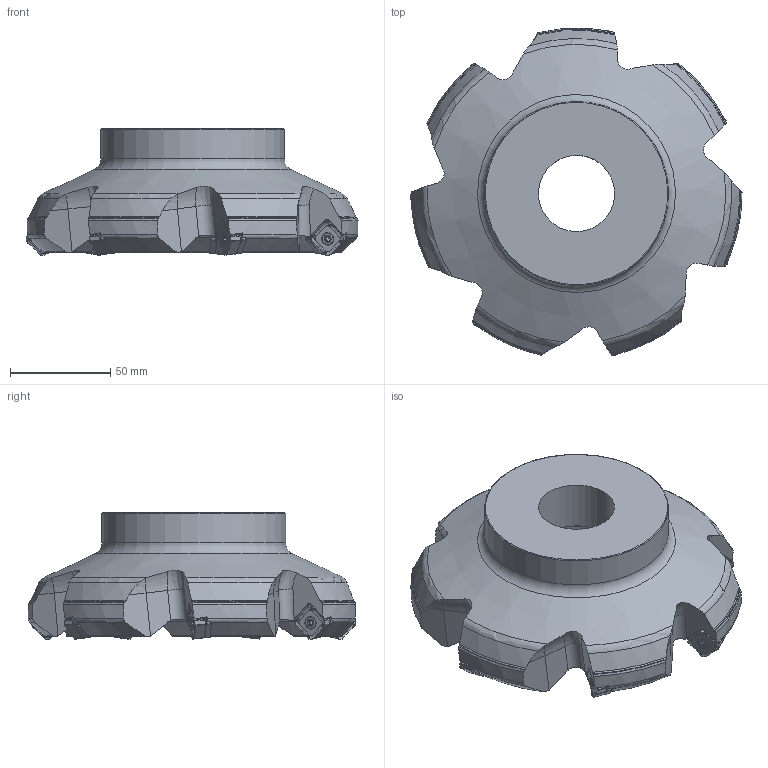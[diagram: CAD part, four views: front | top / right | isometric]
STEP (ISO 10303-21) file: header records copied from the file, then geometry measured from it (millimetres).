
FILE_DESCRIPTION(/* description */ (''),/* implementation_level */ '2;1');
FILE_NAME(/* name */ 'toolassembly_1.stp',/* time_stamp */ '2019-01-25T11:49:24+01:00',/* author */ (''),/* organization */ ('SMS'),/* preprocessor_version */ 'ST-DEVELOPER v15',/* originating_system */ 'SIEMENS PLM Software NX 8.5',/* authorisation */ '');
FILE_SCHEMA (('AUTOMOTIVE_DESIGN { 1 0 10303 214 3 1 1 1 }'));
Products named in the file (4): ASSEMBLY_CONSTRUCTION; CUT_20190125114845; NOCUT_20190125114808; TOOLASSEMBLY_1
Assembly tree (9 placements, depth 2):
  TOOLASSEMBLY_1
    NOCUT_20190125114808
    CUT_20190125114845  x7
    ASSEMBLY_CONSTRUCTION
Bounding box: 165.94 x 163.72 x 63 mm (x, y, z)
Volume: 493166.4 mm3; surface area: 75495.5 mm2
Topology: 8 solids, 8 shells, 3604 faces, 8981 edges, 5430 vertices
Faces by surface type: bspline 1064, cylinder 995, plane 757, torus 299, cone 293, extrusion 140, sphere 56
Full cylindrical faces by diameter (mm): 3.5 x7, 4 x7, 4.8 x7, 5.7 x7, 14.5 x4, 38.112 x1, 38.4 x1, 88.5 x1, 92 x1
Entity records: 113824 total; most frequent: CARTESIAN_POINT 46376, ORIENTED_EDGE 14906, DIRECTION 13394, EDGE_CURVE 7453, AXIS2_PLACEMENT_3D 5570, VERTEX_POINT 4503, EDGE_LOOP 3183, ADVANCED_FACE 3070
